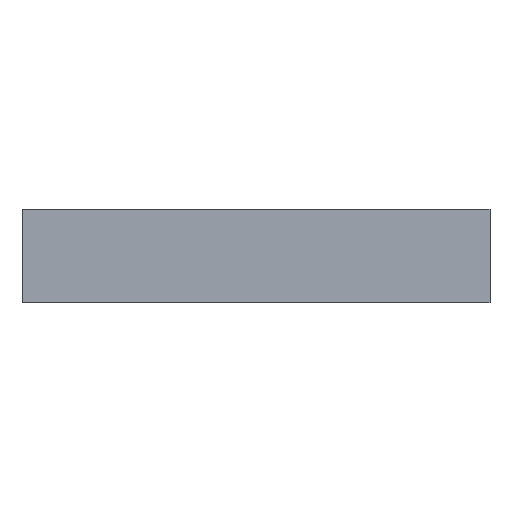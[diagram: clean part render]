
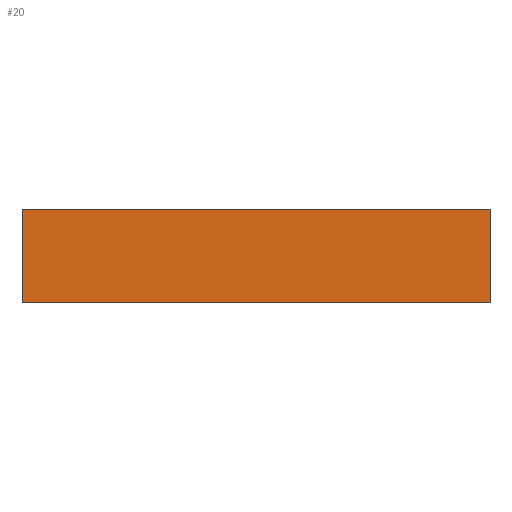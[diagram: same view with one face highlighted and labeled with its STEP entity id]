
A CAD part, front view. The second image highlights one B-rep face of the part: STEP entity #20.
In plain terms, the highlighted planar face has unit normal (0, -1, 0).
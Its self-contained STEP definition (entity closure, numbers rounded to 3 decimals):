
#4 = VECTOR ( 'NONE', #58, 1000. ) ;
#10 = DIRECTION ( 'NONE',  ( 0., 1., 0. ) ) ;
#11 = DIRECTION ( 'NONE',  ( 1., 0., 0. ) ) ;
#20 = ADVANCED_FACE ( 'NONE', ( #263 ), #31, .F. ) ;
#31 = PLANE ( 'NONE',  #89 ) ;
#34 = CARTESIAN_POINT ( 'NONE',  ( 5., -100., 2. ) ) ;
#41 = VECTOR ( 'NONE', #151, 1000. ) ;
#56 = VERTEX_POINT ( 'NONE', #267 ) ;
#58 = DIRECTION ( 'NONE',  ( 1., 0., 0. ) ) ;
#60 = ORIENTED_EDGE ( 'NONE', *, *, #94, .F. ) ;
#62 = LINE ( 'NONE', #34, #41 ) ;
#69 = VECTOR ( 'NONE', #11, 1000. ) ;
#87 = CARTESIAN_POINT ( 'NONE',  ( 5., -100., 0. ) ) ;
#88 = EDGE_CURVE ( 'NONE', #280, #229, #138, .T. ) ;
#89 = AXIS2_PLACEMENT_3D ( 'NONE', #193, #10, #247 ) ;
#94 = EDGE_CURVE ( 'NONE', #56, #229, #62, .T. ) ;
#105 = CARTESIAN_POINT ( 'NONE',  ( -5., -100., 0. ) ) ;
#130 = ORIENTED_EDGE ( 'NONE', *, *, #160, .F. ) ;
#138 = LINE ( 'NONE', #294, #69 ) ;
#151 = DIRECTION ( 'NONE',  ( 0., 0., -1. ) ) ;
#160 = EDGE_CURVE ( 'NONE', #243, #56, #308, .T. ) ;
#170 = VECTOR ( 'NONE', #255, 1000. ) ;
#179 = EDGE_CURVE ( 'NONE', #243, #280, #184, .T. ) ;
#184 = LINE ( 'NONE', #274, #170 ) ;
#193 = CARTESIAN_POINT ( 'NONE',  ( -5., -100., 2. ) ) ;
#200 = EDGE_LOOP ( 'NONE', ( #242, #60, #130, #204 ) ) ;
#204 = ORIENTED_EDGE ( 'NONE', *, *, #179, .T. ) ;
#229 = VERTEX_POINT ( 'NONE', #87 ) ;
#231 = CARTESIAN_POINT ( 'NONE',  ( -5., -100., 2. ) ) ;
#242 = ORIENTED_EDGE ( 'NONE', *, *, #88, .T. ) ;
#243 = VERTEX_POINT ( 'NONE', #281 ) ;
#247 = DIRECTION ( 'NONE',  ( 0., 0., 1. ) ) ;
#255 = DIRECTION ( 'NONE',  ( 0., 0., -1. ) ) ;
#263 = FACE_OUTER_BOUND ( 'NONE', #200, .T. ) ;
#267 = CARTESIAN_POINT ( 'NONE',  ( 5., -100., 2. ) ) ;
#274 = CARTESIAN_POINT ( 'NONE',  ( -5., -100., 2. ) ) ;
#280 = VERTEX_POINT ( 'NONE', #105 ) ;
#281 = CARTESIAN_POINT ( 'NONE',  ( -5., -100., 2. ) ) ;
#294 = CARTESIAN_POINT ( 'NONE',  ( -5., -100., 0. ) ) ;
#308 = LINE ( 'NONE', #231, #4 ) ;
